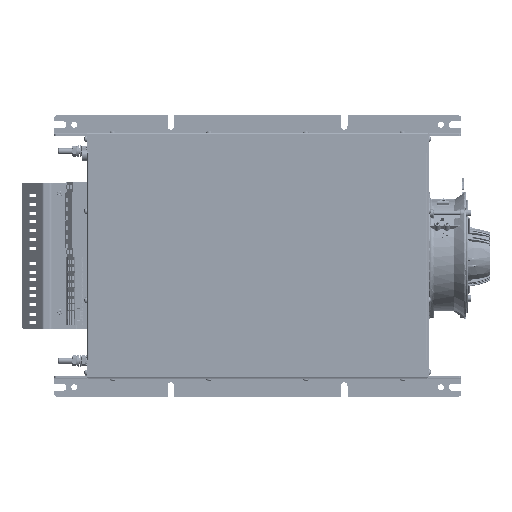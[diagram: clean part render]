
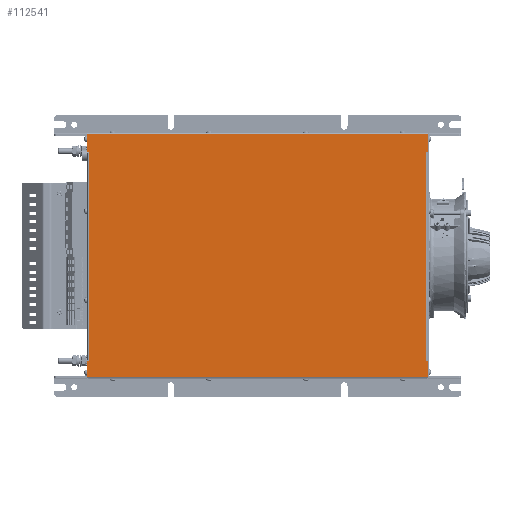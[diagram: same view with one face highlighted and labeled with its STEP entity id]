
A CAD part, top view. The second image highlights one B-rep face of the part: STEP entity #112541.
In plain terms, the highlighted planar face has unit normal (0, 0, 1).
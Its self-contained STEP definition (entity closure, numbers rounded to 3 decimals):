
#10737=LINE('',#160500,#20198);
#10742=LINE('',#160517,#20203);
#10745=LINE('',#160527,#20206);
#10752=LINE('',#160546,#20213);
#10753=LINE('',#160549,#20214);
#10756=LINE('',#160554,#20217);
#10772=LINE('',#160587,#20233);
#10775=LINE('',#160592,#20236);
#10777=LINE('',#160595,#20238);
#10778=LINE('',#160598,#20239);
#10779=LINE('',#160600,#20240);
#10780=LINE('',#160602,#20241);
#10781=LINE('',#160604,#20242);
#10782=LINE('',#160606,#20243);
#10783=LINE('',#160608,#20244);
#10784=LINE('',#160610,#20245);
#10785=LINE('',#160612,#20246);
#10786=LINE('',#160614,#20247);
#10787=LINE('',#160616,#20248);
#10788=LINE('',#160617,#20249);
#20198=VECTOR('',#130693,458.);
#20203=VECTOR('',#130716,22.);
#20206=VECTOR('',#130727,278.);
#20213=VECTOR('',#130750,0.5);
#20214=VECTOR('',#130753,2.5);
#20217=VECTOR('',#130758,1.);
#20233=VECTOR('',#130778,2.5);
#20236=VECTOR('',#130783,0.5);
#20238=VECTOR('',#130787,1.);
#20239=VECTOR('',#130790,22.);
#20240=VECTOR('',#130791,2.5);
#20241=VECTOR('',#130792,1.);
#20242=VECTOR('',#130793,0.5);
#20243=VECTOR('',#130794,278.);
#20244=VECTOR('',#130795,0.5);
#20245=VECTOR('',#130796,1.);
#20246=VECTOR('',#130797,2.5);
#20247=VECTOR('',#130798,24.);
#20248=VECTOR('',#130799,458.);
#20249=VECTOR('',#130800,24.);
#29078=PLANE('',#119145);
#33339=FACE_OUTER_BOUND('',#39919,.T.);
#39919=EDGE_LOOP('',(#79651,#79652,#79653,#79654,#79655,#79656,#79657,#79658,
#79659,#79660,#79661,#79662,#79663,#79664,#79665,#79666,#79667,#79668,#79669,
#79670));
#50661=VERTEX_POINT('',#160497);
#50662=VERTEX_POINT('',#160499);
#50665=VERTEX_POINT('',#160516);
#50667=VERTEX_POINT('',#160524);
#50668=VERTEX_POINT('',#160526);
#50672=VERTEX_POINT('',#160544);
#50673=VERTEX_POINT('',#160548);
#50688=VERTEX_POINT('',#160585);
#50689=VERTEX_POINT('',#160586);
#50690=VERTEX_POINT('',#160591);
#50691=VERTEX_POINT('',#160597);
#50692=VERTEX_POINT('',#160599);
#50693=VERTEX_POINT('',#160601);
#50694=VERTEX_POINT('',#160603);
#50695=VERTEX_POINT('',#160605);
#50696=VERTEX_POINT('',#160607);
#50697=VERTEX_POINT('',#160609);
#50698=VERTEX_POINT('',#160611);
#50699=VERTEX_POINT('',#160613);
#50700=VERTEX_POINT('',#160615);
#61764=EDGE_CURVE('',#50662,#50661,#10737,.T.);
#61772=EDGE_CURVE('',#50662,#50665,#10742,.T.);
#61776=EDGE_CURVE('',#50668,#50667,#10745,.T.);
#61786=EDGE_CURVE('',#50667,#50672,#10752,.T.);
#61787=EDGE_CURVE('',#50673,#50665,#10753,.T.);
#61790=EDGE_CURVE('',#50672,#50673,#10756,.T.);
#61806=EDGE_CURVE('',#50688,#50689,#10772,.T.);
#61809=EDGE_CURVE('',#50690,#50668,#10775,.T.);
#61811=EDGE_CURVE('',#50689,#50690,#10777,.T.);
#61812=EDGE_CURVE('',#50691,#50661,#10778,.T.);
#61813=EDGE_CURVE('',#50691,#50692,#10779,.T.);
#61814=EDGE_CURVE('',#50692,#50693,#10780,.T.);
#61815=EDGE_CURVE('',#50693,#50694,#10781,.T.);
#61816=EDGE_CURVE('',#50694,#50695,#10782,.T.);
#61817=EDGE_CURVE('',#50695,#50696,#10783,.T.);
#61818=EDGE_CURVE('',#50696,#50697,#10784,.T.);
#61819=EDGE_CURVE('',#50697,#50698,#10785,.T.);
#61820=EDGE_CURVE('',#50699,#50698,#10786,.T.);
#61821=EDGE_CURVE('',#50699,#50700,#10787,.T.);
#61822=EDGE_CURVE('',#50688,#50700,#10788,.T.);
#79651=ORIENTED_EDGE('',*,*,#61764,.T.);
#79652=ORIENTED_EDGE('',*,*,#61812,.F.);
#79653=ORIENTED_EDGE('',*,*,#61813,.T.);
#79654=ORIENTED_EDGE('',*,*,#61814,.T.);
#79655=ORIENTED_EDGE('',*,*,#61815,.T.);
#79656=ORIENTED_EDGE('',*,*,#61816,.T.);
#79657=ORIENTED_EDGE('',*,*,#61817,.T.);
#79658=ORIENTED_EDGE('',*,*,#61818,.T.);
#79659=ORIENTED_EDGE('',*,*,#61819,.T.);
#79660=ORIENTED_EDGE('',*,*,#61820,.F.);
#79661=ORIENTED_EDGE('',*,*,#61821,.T.);
#79662=ORIENTED_EDGE('',*,*,#61822,.F.);
#79663=ORIENTED_EDGE('',*,*,#61806,.T.);
#79664=ORIENTED_EDGE('',*,*,#61811,.T.);
#79665=ORIENTED_EDGE('',*,*,#61809,.T.);
#79666=ORIENTED_EDGE('',*,*,#61776,.T.);
#79667=ORIENTED_EDGE('',*,*,#61786,.T.);
#79668=ORIENTED_EDGE('',*,*,#61790,.T.);
#79669=ORIENTED_EDGE('',*,*,#61787,.T.);
#79670=ORIENTED_EDGE('',*,*,#61772,.F.);
#112541=ADVANCED_FACE('',(#33339),#29078,.T.);
#119145=AXIS2_PLACEMENT_3D('',#160596,#130788,#130789);
#130693=DIRECTION('',(-1.,0.,0.));
#130716=DIRECTION('',(0.,-1.,0.));
#130727=DIRECTION('',(0.,1.,0.));
#130750=DIRECTION('',(-1.,0.,0.));
#130753=DIRECTION('',(1.,0.,0.));
#130758=DIRECTION('',(0.,1.,0.));
#130778=DIRECTION('',(-1.,0.,0.));
#130783=DIRECTION('',(1.,0.,0.));
#130787=DIRECTION('',(0.,1.,0.));
#130788=DIRECTION('center_axis',(0.,0.,1.));
#130789=DIRECTION('ref_axis',(1.,0.,0.));
#130790=DIRECTION('',(0.,1.,0.));
#130791=DIRECTION('',(1.,0.,0.));
#130792=DIRECTION('',(0.,-1.,0.));
#130793=DIRECTION('',(-1.,0.,0.));
#130794=DIRECTION('',(0.,-1.,0.));
#130795=DIRECTION('',(1.,0.,0.));
#130796=DIRECTION('',(0.,-1.,0.));
#130797=DIRECTION('',(-1.,0.,0.));
#130798=DIRECTION('',(0.,1.,0.));
#130799=DIRECTION('',(1.,0.,0.));
#130800=DIRECTION('',(0.,-1.,0.));
#160497=CARTESIAN_POINT('',(-229.,163.,1.));
#160499=CARTESIAN_POINT('',(229.,163.,1.));
#160500=CARTESIAN_POINT('',(-114.5,163.,1.));
#160516=CARTESIAN_POINT('',(229.,141.,1.));
#160517=CARTESIAN_POINT('',(229.,165.,1.));
#160524=CARTESIAN_POINT('',(227.,140.,1.));
#160526=CARTESIAN_POINT('',(227.,-138.,1.));
#160527=CARTESIAN_POINT('',(227.,70.,1.));
#160544=CARTESIAN_POINT('',(226.5,140.,1.));
#160546=CARTESIAN_POINT('',(113.25,140.,1.));
#160548=CARTESIAN_POINT('',(226.5,141.,1.));
#160549=CARTESIAN_POINT('',(114.5,141.,1.));
#160554=CARTESIAN_POINT('',(226.5,70.5,1.));
#160585=CARTESIAN_POINT('',(229.,-139.,1.));
#160586=CARTESIAN_POINT('',(226.5,-139.,1.));
#160587=CARTESIAN_POINT('',(113.25,-139.,1.));
#160591=CARTESIAN_POINT('',(226.5,-138.,1.));
#160592=CARTESIAN_POINT('',(114.5,-138.,1.));
#160595=CARTESIAN_POINT('',(226.5,-69.,1.));
#160596=CARTESIAN_POINT('Origin',(0.,0.,1.));
#160597=CARTESIAN_POINT('',(-229.,141.,1.));
#160598=CARTESIAN_POINT('',(-229.,-165.,1.));
#160599=CARTESIAN_POINT('',(-226.5,141.,1.));
#160600=CARTESIAN_POINT('',(-114.5,141.,1.));
#160601=CARTESIAN_POINT('',(-226.5,140.,1.));
#160602=CARTESIAN_POINT('',(-226.5,70.5,1.));
#160603=CARTESIAN_POINT('',(-227.,140.,1.));
#160604=CARTESIAN_POINT('',(-113.25,140.,1.));
#160605=CARTESIAN_POINT('',(-227.,-138.,1.));
#160606=CARTESIAN_POINT('',(-227.,70.,1.));
#160607=CARTESIAN_POINT('',(-226.5,-138.,1.));
#160608=CARTESIAN_POINT('',(-114.5,-138.,1.));
#160609=CARTESIAN_POINT('',(-226.5,-139.,1.));
#160610=CARTESIAN_POINT('',(-226.5,-69.,1.));
#160611=CARTESIAN_POINT('',(-229.,-139.,1.));
#160612=CARTESIAN_POINT('',(-113.25,-139.,1.));
#160613=CARTESIAN_POINT('',(-229.,-163.,1.));
#160614=CARTESIAN_POINT('',(-229.,-165.,1.));
#160615=CARTESIAN_POINT('',(229.,-163.,1.));
#160616=CARTESIAN_POINT('',(-114.5,-163.,1.));
#160617=CARTESIAN_POINT('',(229.,165.,1.));
